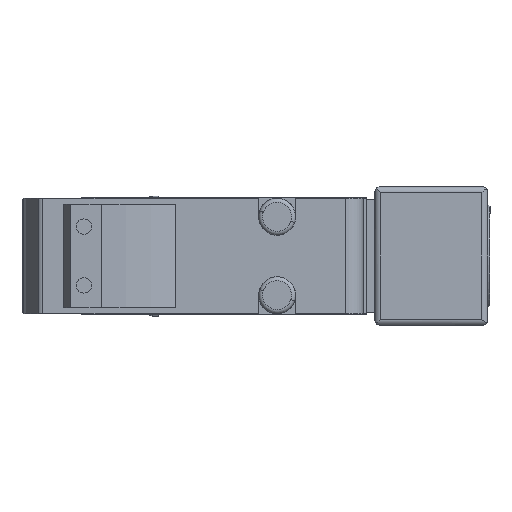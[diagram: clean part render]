
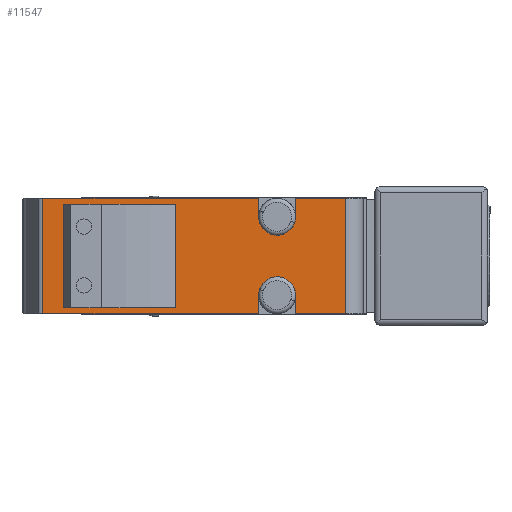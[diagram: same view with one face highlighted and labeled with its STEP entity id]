
A CAD part, left-side view. The second image highlights one B-rep face of the part: STEP entity #11547.
In plain terms, the highlighted planar face has unit normal (-1, 0, 0).
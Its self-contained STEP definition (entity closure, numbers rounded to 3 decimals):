
#210 = CARTESIAN_POINT ( 'NONE',  ( -46.25, 28.058, -5. ) ) ;
#339 = EDGE_CURVE ( 'NONE', #9157, #6841, #3667, .T. ) ;
#446 = CARTESIAN_POINT ( 'NONE',  ( -46.25, 28.058, -5. ) ) ;
#503 = VECTOR ( 'NONE', #13552, 1000. ) ;
#620 = VERTEX_POINT ( 'NONE', #13493 ) ;
#669 = AXIS2_PLACEMENT_3D ( 'NONE', #8625, #997, #10899 ) ;
#720 = VECTOR ( 'NONE', #11004, 1000. ) ;
#959 = DIRECTION ( 'NONE',  ( 0., -1., 0. ) ) ;
#997 = DIRECTION ( 'NONE',  ( 1., 0., 0. ) ) ;
#1006 = CARTESIAN_POINT ( 'NONE',  ( -46.25, 9.35, 5. ) ) ;
#1131 = VERTEX_POINT ( 'NONE', #7037 ) ;
#1305 = ORIENTED_EDGE ( 'NONE', *, *, #11486, .T. ) ;
#1363 = VERTEX_POINT ( 'NONE', #12998 ) ;
#1497 = LINE ( 'NONE', #8814, #7547 ) ;
#1581 = CARTESIAN_POINT ( 'NONE',  ( -46.25, 6.15, 5. ) ) ;
#1591 = LINE ( 'NONE', #10123, #7571 ) ;
#1635 = EDGE_CURVE ( 'NONE', #620, #9409, #4273, .T. ) ;
#1676 = DIRECTION ( 'NONE',  ( 0., -1., 0. ) ) ;
#1710 = DIRECTION ( 'NONE',  ( 0., 0., -1. ) ) ;
#1830 = VERTEX_POINT ( 'NONE', #5243 ) ;
#2001 = EDGE_CURVE ( 'NONE', #12577, #6890, #6050, .T. ) ;
#2121 = VERTEX_POINT ( 'NONE', #1581 ) ;
#2366 = ORIENTED_EDGE ( 'NONE', *, *, #6464, .F. ) ;
#2388 = EDGE_LOOP ( 'NONE', ( #15219, #13294, #15585, #3632 ) ) ;
#2564 = DIRECTION ( 'NONE',  ( 0., -1., 0. ) ) ;
#2960 = CARTESIAN_POINT ( 'NONE',  ( -46.25, 6.15, 5. ) ) ;
#2966 = VERTEX_POINT ( 'NONE', #8676 ) ;
#3174 = ORIENTED_EDGE ( 'NONE', *, *, #8079, .F. ) ;
#3180 = CARTESIAN_POINT ( 'NONE',  ( -46.25, 7.75, 3.4 ) ) ;
#3555 = ORIENTED_EDGE ( 'NONE', *, *, #9781, .T. ) ;
#3616 = VERTEX_POINT ( 'NONE', #15755 ) ;
#3632 = ORIENTED_EDGE ( 'NONE', *, *, #10859, .F. ) ;
#3667 = LINE ( 'NONE', #11069, #15542 ) ;
#3696 = ORIENTED_EDGE ( 'NONE', *, *, #5068, .F. ) ;
#3825 = EDGE_CURVE ( 'NONE', #1131, #15408, #5650, .T. ) ;
#4033 = ORIENTED_EDGE ( 'NONE', *, *, #5259, .F. ) ;
#4273 = LINE ( 'NONE', #14134, #9337 ) ;
#4306 = CARTESIAN_POINT ( 'NONE',  ( -46.25, 28.058, -5. ) ) ;
#4350 = DIRECTION ( 'NONE',  ( 0., 0., -1. ) ) ;
#4880 = DIRECTION ( 'NONE',  ( 0., 0., -1. ) ) ;
#5068 = EDGE_CURVE ( 'NONE', #6841, #2966, #10696, .T. ) ;
#5080 = ORIENTED_EDGE ( 'NONE', *, *, #12576, .T. ) ;
#5138 = VECTOR ( 'NONE', #2564, 1000. ) ;
#5220 = CARTESIAN_POINT ( 'NONE',  ( -46.25, 9.35, -5. ) ) ;
#5243 = CARTESIAN_POINT ( 'NONE',  ( -46.25, 6.15, -3.4 ) ) ;
#5259 = EDGE_CURVE ( 'NONE', #1830, #1363, #11691, .T. ) ;
#5424 = ORIENTED_EDGE ( 'NONE', *, *, #339, .F. ) ;
#5444 = FACE_BOUND ( 'NONE', #2388, .T. ) ;
#5532 = LINE ( 'NONE', #14257, #10984 ) ;
#5650 = LINE ( 'NONE', #15472, #15589 ) ;
#5701 = EDGE_CURVE ( 'NONE', #10220, #9157, #1591, .T. ) ;
#5817 = CARTESIAN_POINT ( 'NONE',  ( -46.25, 26.256, 5. ) ) ;
#6007 = VERTEX_POINT ( 'NONE', #5220 ) ;
#6050 = LINE ( 'NONE', #5817, #720 ) ;
#6228 = VECTOR ( 'NONE', #10666, 1000. ) ;
#6430 = DIRECTION ( 'NONE',  ( 0., 0., 1. ) ) ;
#6454 = VECTOR ( 'NONE', #8035, 1000. ) ;
#6464 = EDGE_CURVE ( 'NONE', #2121, #620, #10786, .T. ) ;
#6500 = EDGE_CURVE ( 'NONE', #12577, #15408, #10858, .T. ) ;
#6605 = FACE_OUTER_BOUND ( 'NONE', #10985, .T. ) ;
#6686 = CARTESIAN_POINT ( 'NONE',  ( -46.25, 9.35, 3.4 ) ) ;
#6841 = VERTEX_POINT ( 'NONE', #6686 ) ;
#6890 = VERTEX_POINT ( 'NONE', #10518 ) ;
#7037 = CARTESIAN_POINT ( 'NONE',  ( -46.25, 16.595, -4.5 ) ) ;
#7145 = CARTESIAN_POINT ( 'NONE',  ( -46.25, 28.058, 5. ) ) ;
#7324 = ORIENTED_EDGE ( 'NONE', *, *, #5701, .F. ) ;
#7547 = VECTOR ( 'NONE', #11408, 1000. ) ;
#7571 = VECTOR ( 'NONE', #1676, 1000. ) ;
#7789 = CARTESIAN_POINT ( 'NONE',  ( -46.25, 28.058, -4.5 ) ) ;
#8035 = DIRECTION ( 'NONE',  ( 0., -1., 0. ) ) ;
#8079 = EDGE_CURVE ( 'NONE', #3616, #1830, #5532, .T. ) ;
#8140 = DIRECTION ( 'NONE',  ( 0., 0., -1. ) ) ;
#8189 = CARTESIAN_POINT ( 'NONE',  ( -46.25, 28.058, 5. ) ) ;
#8388 = DIRECTION ( 'NONE',  ( -1., 0., 0. ) ) ;
#8625 = CARTESIAN_POINT ( 'NONE',  ( -46.25, 28.058, 5. ) ) ;
#8676 = CARTESIAN_POINT ( 'NONE',  ( -46.25, 6.15, 3.4 ) ) ;
#8814 = CARTESIAN_POINT ( 'NONE',  ( -46.25, 28.058, 5. ) ) ;
#8911 = LINE ( 'NONE', #210, #5138 ) ;
#9070 = VECTOR ( 'NONE', #959, 1000. ) ;
#9141 = AXIS2_PLACEMENT_3D ( 'NONE', #3180, #8388, #8140 ) ;
#9157 = VERTEX_POINT ( 'NONE', #1006 ) ;
#9337 = VECTOR ( 'NONE', #4350, 1000. ) ;
#9409 = VERTEX_POINT ( 'NONE', #13824 ) ;
#9781 = EDGE_CURVE ( 'NONE', #15516, #6007, #8911, .T. ) ;
#9983 = VECTOR ( 'NONE', #13196, 1000. ) ;
#10014 = VECTOR ( 'NONE', #10338, 1000. ) ;
#10123 = CARTESIAN_POINT ( 'NONE',  ( -46.25, 28.058, 5. ) ) ;
#10220 = VERTEX_POINT ( 'NONE', #7145 ) ;
#10237 = LINE ( 'NONE', #7789, #6454 ) ;
#10338 = DIRECTION ( 'NONE',  ( 0., -1., 0. ) ) ;
#10349 = DIRECTION ( 'NONE',  ( 0., 0., 1. ) ) ;
#10518 = CARTESIAN_POINT ( 'NONE',  ( -46.25, 26.256, -4.5 ) ) ;
#10666 = DIRECTION ( 'NONE',  ( 0., 0., -1. ) ) ;
#10696 = CIRCLE ( 'NONE', #9141, 1.6 ) ;
#10786 = LINE ( 'NONE', #8189, #9070 ) ;
#10858 = LINE ( 'NONE', #12480, #503 ) ;
#10859 = EDGE_CURVE ( 'NONE', #6890, #1131, #10237, .T. ) ;
#10899 = DIRECTION ( 'NONE',  ( 0., 0., -1. ) ) ;
#10984 = VECTOR ( 'NONE', #10349, 1000. ) ;
#10985 = EDGE_LOOP ( 'NONE', ( #5424, #7324, #5080, #3555, #13180, #4033, #3174, #1305, #15559, #2366, #13848, #3696 ) ) ;
#11004 = DIRECTION ( 'NONE',  ( 0., 0., -1. ) ) ;
#11069 = CARTESIAN_POINT ( 'NONE',  ( -46.25, 9.35, 5. ) ) ;
#11358 = EDGE_CURVE ( 'NONE', #2966, #2121, #11652, .T. ) ;
#11408 = DIRECTION ( 'NONE',  ( 0., 0., -1. ) ) ;
#11486 = EDGE_CURVE ( 'NONE', #3616, #9409, #15267, .T. ) ;
#11547 = ADVANCED_FACE ( 'NONE', ( #6605, #5444 ), #11566, .F. ) ;
#11566 = PLANE ( 'NONE',  #669 ) ;
#11652 = LINE ( 'NONE', #2960, #9983 ) ;
#11691 = CIRCLE ( 'NONE', #15299, 1.6 ) ;
#11695 = DIRECTION ( 'NONE',  ( -1., 0., 0. ) ) ;
#11883 = LINE ( 'NONE', #11973, #6228 ) ;
#11973 = CARTESIAN_POINT ( 'NONE',  ( -46.25, 9.35, 5. ) ) ;
#12367 = EDGE_CURVE ( 'NONE', #1363, #6007, #11883, .T. ) ;
#12480 = CARTESIAN_POINT ( 'NONE',  ( -46.25, 28.058, 4.5 ) ) ;
#12576 = EDGE_CURVE ( 'NONE', #10220, #15516, #1497, .T. ) ;
#12577 = VERTEX_POINT ( 'NONE', #13771 ) ;
#12900 = CARTESIAN_POINT ( 'NONE',  ( -46.25, 7.75, -3.4 ) ) ;
#12998 = CARTESIAN_POINT ( 'NONE',  ( -46.25, 9.35, -3.4 ) ) ;
#13180 = ORIENTED_EDGE ( 'NONE', *, *, #12367, .F. ) ;
#13196 = DIRECTION ( 'NONE',  ( 0., 0., 1. ) ) ;
#13294 = ORIENTED_EDGE ( 'NONE', *, *, #6500, .T. ) ;
#13493 = CARTESIAN_POINT ( 'NONE',  ( -46.25, 1.8, 5. ) ) ;
#13552 = DIRECTION ( 'NONE',  ( 0., -1., 0. ) ) ;
#13771 = CARTESIAN_POINT ( 'NONE',  ( -46.25, 26.256, 4.5 ) ) ;
#13782 = CARTESIAN_POINT ( 'NONE',  ( -46.25, 16.595, 4.5 ) ) ;
#13824 = CARTESIAN_POINT ( 'NONE',  ( -46.25, 1.8, -5. ) ) ;
#13848 = ORIENTED_EDGE ( 'NONE', *, *, #11358, .F. ) ;
#14134 = CARTESIAN_POINT ( 'NONE',  ( -46.25, 1.8, 5. ) ) ;
#14257 = CARTESIAN_POINT ( 'NONE',  ( -46.25, 6.15, 5. ) ) ;
#15219 = ORIENTED_EDGE ( 'NONE', *, *, #2001, .F. ) ;
#15267 = LINE ( 'NONE', #4306, #10014 ) ;
#15299 = AXIS2_PLACEMENT_3D ( 'NONE', #12900, #11695, #1710 ) ;
#15408 = VERTEX_POINT ( 'NONE', #13782 ) ;
#15472 = CARTESIAN_POINT ( 'NONE',  ( -46.25, 16.595, 4.5 ) ) ;
#15516 = VERTEX_POINT ( 'NONE', #446 ) ;
#15542 = VECTOR ( 'NONE', #4880, 1000. ) ;
#15559 = ORIENTED_EDGE ( 'NONE', *, *, #1635, .F. ) ;
#15585 = ORIENTED_EDGE ( 'NONE', *, *, #3825, .F. ) ;
#15589 = VECTOR ( 'NONE', #6430, 1000. ) ;
#15755 = CARTESIAN_POINT ( 'NONE',  ( -46.25, 6.15, -5. ) ) ;
